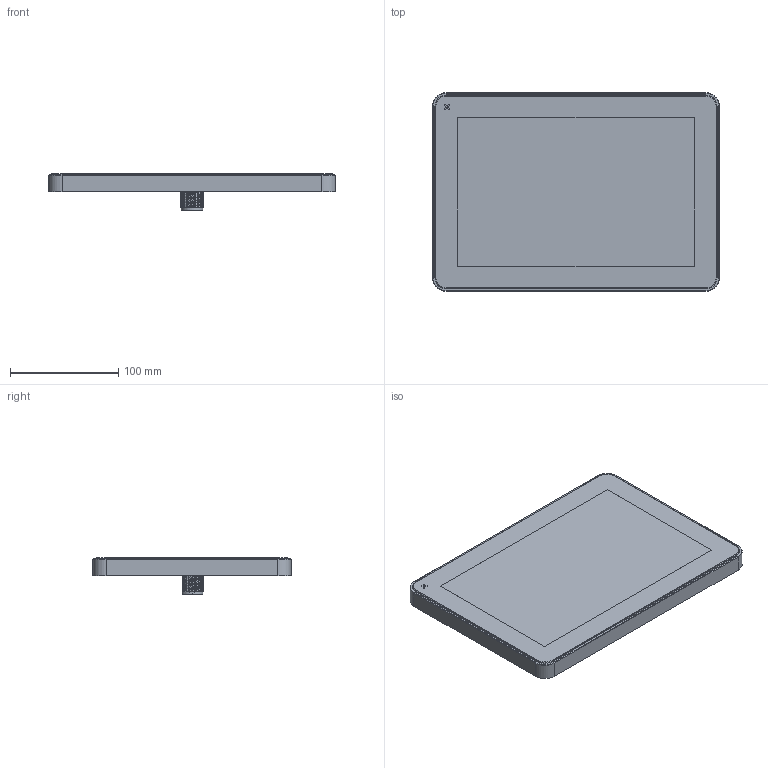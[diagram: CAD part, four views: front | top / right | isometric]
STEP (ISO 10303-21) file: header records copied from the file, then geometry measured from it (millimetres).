
FILE_DESCRIPTION (( 'STEP AP203' ), '1' );
FILE_NAME ('JSmart710 for customers.STEP', '2020-08-21T08:27:14', ( '' ), ( '' ), 'SwSTEP 2.0', 'SolidWorks 2020', '' );
FILE_SCHEMA (( 'CONFIG_CONTROL_DESIGN' ));
Length unit declared in the file: mil
Products named in the file (1): JSmart710 for customers
Bounding box: 264.5 x 183.1 x 33.45 mm (x, y, z)
Volume: 796544.2 mm3; surface area: 123579.8 mm2
Topology: 1 solids, 6 shells, 520 faces, 1371 edges, 880 vertices
Faces by surface type: plane 325, cylinder 123, bspline 52, cone 20
Entity records: 31772 total; most frequent: CARTESIAN_POINT 19526, ORIENTED_EDGE 2742, DIRECTION 2247, EDGE_CURVE 1371, LINE 977, VECTOR 977, VERTEX_POINT 880, AXIS2_PLACEMENT_3D 635
